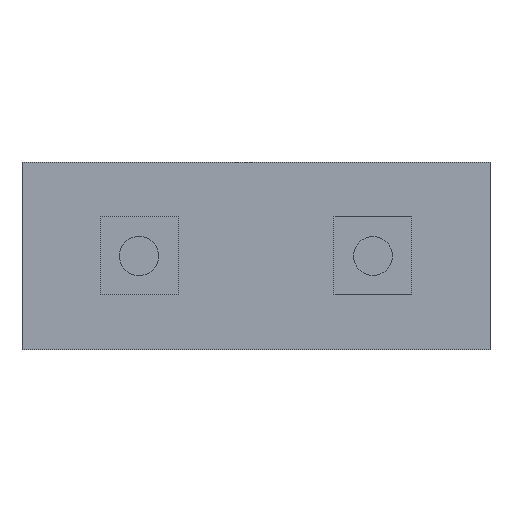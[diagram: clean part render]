
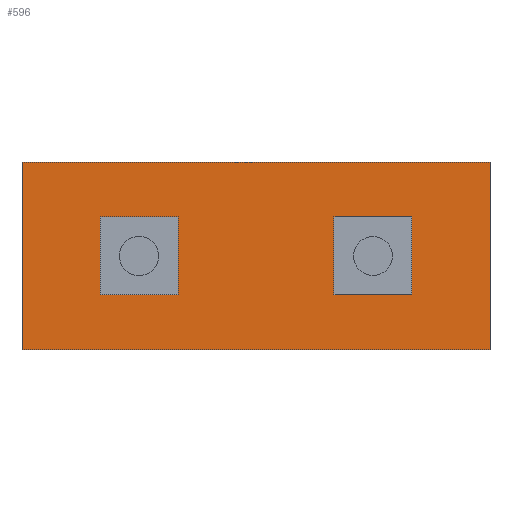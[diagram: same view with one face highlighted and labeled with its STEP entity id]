
A CAD part, front view. The second image highlights one B-rep face of the part: STEP entity #596.
In plain terms, the highlighted planar face has unit normal (0, -1, 0).
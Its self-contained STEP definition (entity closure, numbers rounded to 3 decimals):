
#7 = VECTOR ( 'NONE', #2593, 1000. ) ;
#24 = DIRECTION ( 'NONE',  ( 1., 0., 0. ) ) ;
#29 = VERTEX_POINT ( 'NONE', #302 ) ;
#36 = ORIENTED_EDGE ( 'NONE', *, *, #551, .F. ) ;
#60 = CARTESIAN_POINT ( 'NONE',  ( -75., 0., -30. ) ) ;
#82 = DIRECTION ( 'NONE',  ( 0., 0., 1. ) ) ;
#112 = ORIENTED_EDGE ( 'NONE', *, *, #837, .F. ) ;
#121 = LINE ( 'NONE', #3164, #1439 ) ;
#122 = ORIENTED_EDGE ( 'NONE', *, *, #1777, .F. ) ;
#235 = VECTOR ( 'NONE', #715, 1000. ) ;
#239 = LINE ( 'NONE', #3165, #2250 ) ;
#302 = CARTESIAN_POINT ( 'NONE',  ( -50., 0., 12.5 ) ) ;
#330 = DIRECTION ( 'NONE',  ( 0., 0., -1. ) ) ;
#336 = EDGE_CURVE ( 'NONE', #1811, #1795, #2616, .T. ) ;
#409 = VERTEX_POINT ( 'NONE', #2844 ) ;
#436 = ORIENTED_EDGE ( 'NONE', *, *, #1959, .F. ) ;
#502 = VECTOR ( 'NONE', #1485, 1000. ) ;
#551 = EDGE_CURVE ( 'NONE', #2417, #2841, #2148, .T. ) ;
#555 = DIRECTION ( 'NONE',  ( 1., 0., 0. ) ) ;
#593 = PLANE ( 'NONE',  #2955 ) ;
#596 = ADVANCED_FACE ( 'NONE', ( #2878, #1774, #3158 ), #593, .T. ) ;
#648 = DIRECTION ( 'NONE',  ( 0., 0., -1. ) ) ;
#715 = DIRECTION ( 'NONE',  ( 0., 0., 1. ) ) ;
#794 = VECTOR ( 'NONE', #82, 1000. ) ;
#808 = EDGE_LOOP ( 'NONE', ( #436, #2810, #36, #122 ) ) ;
#837 = EDGE_CURVE ( 'NONE', #1795, #1000, #1147, .T. ) ;
#850 = VECTOR ( 'NONE', #1222, 1000. ) ;
#883 = CARTESIAN_POINT ( 'NONE',  ( -25., 0., -12.5 ) ) ;
#894 = DIRECTION ( 'NONE',  ( 0., 0., -1. ) ) ;
#928 = CARTESIAN_POINT ( 'NONE',  ( 25., 0., 12.5 ) ) ;
#948 = VECTOR ( 'NONE', #648, 1000. ) ;
#987 = ORIENTED_EDGE ( 'NONE', *, *, #336, .F. ) ;
#996 = EDGE_CURVE ( 'NONE', #2841, #2477, #1572, .T. ) ;
#1000 = VERTEX_POINT ( 'NONE', #2370 ) ;
#1112 = VECTOR ( 'NONE', #24, 1000. ) ;
#1147 = LINE ( 'NONE', #2791, #502 ) ;
#1164 = CARTESIAN_POINT ( 'NONE',  ( 25., 0., 12.5 ) ) ;
#1175 = VECTOR ( 'NONE', #2431, 1000. ) ;
#1222 = DIRECTION ( 'NONE',  ( 1., 0., 0. ) ) ;
#1308 = VECTOR ( 'NONE', #1563, 1000. ) ;
#1331 = CARTESIAN_POINT ( 'NONE',  ( 50., 0., 12.5 ) ) ;
#1332 = CARTESIAN_POINT ( 'NONE',  ( -75., 0., 30. ) ) ;
#1390 = EDGE_CURVE ( 'NONE', #1000, #29, #2253, .T. ) ;
#1398 = VECTOR ( 'NONE', #894, 1000. ) ;
#1420 = CARTESIAN_POINT ( 'NONE',  ( 75., 0., 30. ) ) ;
#1427 = EDGE_CURVE ( 'NONE', #1515, #2240, #121, .T. ) ;
#1439 = VECTOR ( 'NONE', #555, 1000. ) ;
#1485 = DIRECTION ( 'NONE',  ( 0., 0., 1. ) ) ;
#1515 = VERTEX_POINT ( 'NONE', #2447 ) ;
#1521 = CARTESIAN_POINT ( 'NONE',  ( 50., 0., 12.5 ) ) ;
#1563 = DIRECTION ( 'NONE',  ( -1., 0., 0. ) ) ;
#1572 = LINE ( 'NONE', #1332, #1112 ) ;
#1581 = CARTESIAN_POINT ( 'NONE',  ( -75., 0., 30. ) ) ;
#1584 = CARTESIAN_POINT ( 'NONE',  ( -75., 0., 30. ) ) ;
#1608 = VERTEX_POINT ( 'NONE', #1331 ) ;
#1613 = EDGE_CURVE ( 'NONE', #29, #1811, #239, .T. ) ;
#1621 = DIRECTION ( 'NONE',  ( 0., -1., 0. ) ) ;
#1635 = ORIENTED_EDGE ( 'NONE', *, *, #1427, .F. ) ;
#1758 = CARTESIAN_POINT ( 'NONE',  ( -50., 0., -12.5 ) ) ;
#1774 = FACE_BOUND ( 'NONE', #2598, .T. ) ;
#1777 = EDGE_CURVE ( 'NONE', #409, #2417, #1896, .T. ) ;
#1795 = VERTEX_POINT ( 'NONE', #883 ) ;
#1811 = VERTEX_POINT ( 'NONE', #2934 ) ;
#1813 = CARTESIAN_POINT ( 'NONE',  ( -50., 0., 12.5 ) ) ;
#1896 = LINE ( 'NONE', #60, #1175 ) ;
#1916 = CARTESIAN_POINT ( 'NONE',  ( 0., 0., 0. ) ) ;
#1959 = EDGE_CURVE ( 'NONE', #2477, #409, #2041, .T. ) ;
#1981 = EDGE_CURVE ( 'NONE', #2240, #1608, #2423, .T. ) ;
#1993 = ORIENTED_EDGE ( 'NONE', *, *, #1390, .F. ) ;
#2041 = LINE ( 'NONE', #1420, #1398 ) ;
#2148 = LINE ( 'NONE', #1584, #794 ) ;
#2196 = EDGE_LOOP ( 'NONE', ( #1635, #2962, #2894, #2302 ) ) ;
#2240 = VERTEX_POINT ( 'NONE', #2944 ) ;
#2250 = VECTOR ( 'NONE', #2686, 1000. ) ;
#2253 = LINE ( 'NONE', #1813, #1308 ) ;
#2262 = VERTEX_POINT ( 'NONE', #1164 ) ;
#2302 = ORIENTED_EDGE ( 'NONE', *, *, #1981, .F. ) ;
#2321 = CARTESIAN_POINT ( 'NONE',  ( 75., 0., 30. ) ) ;
#2349 = LINE ( 'NONE', #928, #948 ) ;
#2370 = CARTESIAN_POINT ( 'NONE',  ( -25., 0., 12.5 ) ) ;
#2398 = LINE ( 'NONE', #2495, #7 ) ;
#2417 = VERTEX_POINT ( 'NONE', #3392 ) ;
#2423 = LINE ( 'NONE', #1521, #235 ) ;
#2431 = DIRECTION ( 'NONE',  ( -1., 0., 0. ) ) ;
#2447 = CARTESIAN_POINT ( 'NONE',  ( 25., 0., -12.5 ) ) ;
#2477 = VERTEX_POINT ( 'NONE', #2321 ) ;
#2494 = EDGE_CURVE ( 'NONE', #1608, #2262, #2398, .T. ) ;
#2495 = CARTESIAN_POINT ( 'NONE',  ( 25., 0., 12.5 ) ) ;
#2593 = DIRECTION ( 'NONE',  ( -1., 0., 0. ) ) ;
#2598 = EDGE_LOOP ( 'NONE', ( #987, #2787, #1993, #112 ) ) ;
#2616 = LINE ( 'NONE', #1758, #850 ) ;
#2686 = DIRECTION ( 'NONE',  ( 0., 0., -1. ) ) ;
#2787 = ORIENTED_EDGE ( 'NONE', *, *, #1613, .F. ) ;
#2791 = CARTESIAN_POINT ( 'NONE',  ( -25., 0., 12.5 ) ) ;
#2810 = ORIENTED_EDGE ( 'NONE', *, *, #996, .F. ) ;
#2841 = VERTEX_POINT ( 'NONE', #1581 ) ;
#2844 = CARTESIAN_POINT ( 'NONE',  ( 75., 0., -30. ) ) ;
#2878 = FACE_BOUND ( 'NONE', #2196, .T. ) ;
#2894 = ORIENTED_EDGE ( 'NONE', *, *, #2494, .F. ) ;
#2934 = CARTESIAN_POINT ( 'NONE',  ( -50., 0., -12.5 ) ) ;
#2944 = CARTESIAN_POINT ( 'NONE',  ( 50., 0., -12.5 ) ) ;
#2955 = AXIS2_PLACEMENT_3D ( 'NONE', #1916, #1621, #330 ) ;
#2962 = ORIENTED_EDGE ( 'NONE', *, *, #2988, .F. ) ;
#2988 = EDGE_CURVE ( 'NONE', #2262, #1515, #2349, .T. ) ;
#3158 = FACE_OUTER_BOUND ( 'NONE', #808, .T. ) ;
#3164 = CARTESIAN_POINT ( 'NONE',  ( 25., 0., -12.5 ) ) ;
#3165 = CARTESIAN_POINT ( 'NONE',  ( -50., 0., 12.5 ) ) ;
#3392 = CARTESIAN_POINT ( 'NONE',  ( -75., 0., -30. ) ) ;
